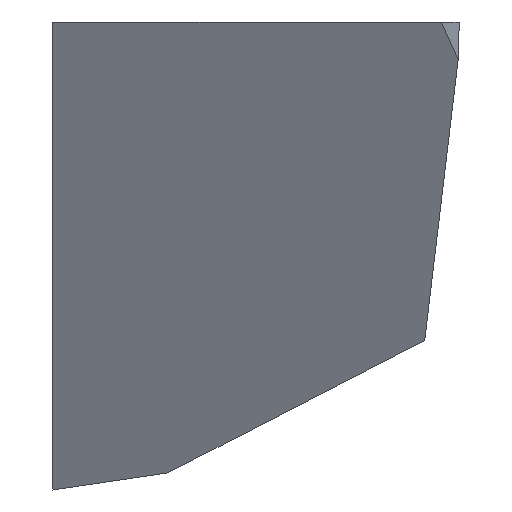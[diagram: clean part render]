
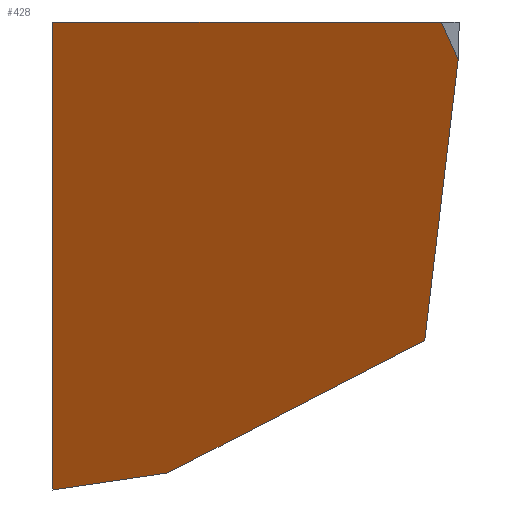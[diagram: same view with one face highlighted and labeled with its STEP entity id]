
A CAD part, left-side view. The second image highlights one B-rep face of the part: STEP entity #428.
In plain terms, the highlighted planar face has unit normal (-0.789, -0.315, -0.527).
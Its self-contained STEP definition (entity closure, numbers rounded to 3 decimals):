
#24 = VERTEX_POINT('',#25);
#25 = CARTESIAN_POINT('',(0.737,0.505,0.576)
  );
#32 = PLANE('',#33);
#33 = AXIS2_PLACEMENT_3D('',#34,#35,#36);
#34 = CARTESIAN_POINT('',(0.784,0.504,0.828)
  );
#35 = DIRECTION('',(-0.143,0.989,0.029));
#36 = DIRECTION('',(0.99,0.143,0.));
#44 = PLANE('',#45);
#45 = AXIS2_PLACEMENT_3D('',#46,#47,#48);
#46 = CARTESIAN_POINT('',(0.857,0.688,0.519)
  );
#47 = DIRECTION('',(-0.248,0.433,0.867));
#48 = DIRECTION('',(0.,0.894,-0.447));
#55 = EDGE_CURVE('',#24,#56,#58,.T.);
#56 = VERTEX_POINT('',#57);
#57 = CARTESIAN_POINT('',(0.505,0.46,0.95)
  );
#58 = SURFACE_CURVE('',#59,(#63,#70),.PCURVE_S1.);
#59 = LINE('',#60,#61);
#60 = CARTESIAN_POINT('',(0.737,0.505,0.576)
  );
#61 = VECTOR('',#62,1.);
#62 = DIRECTION('',(-0.524,-0.101,0.846));
#63 = PCURVE('',#32,#64);
#64 = DEFINITIONAL_REPRESENTATION('',(#65),#69);
#65 = LINE('',#66,#67);
#66 = CARTESIAN_POINT('',(-0.047,0.252));
#67 = VECTOR('',#68,1.);
#68 = DIRECTION('',(-0.533,-0.846));
#69 = ( GEOMETRIC_REPRESENTATION_CONTEXT(2) 
PARAMETRIC_REPRESENTATION_CONTEXT() REPRESENTATION_CONTEXT('2D SPACE',''
  ) );
#70 = PCURVE('',#71,#76);
#71 = PLANE('',#72);
#72 = AXIS2_PLACEMENT_3D('',#73,#74,#75);
#73 = CARTESIAN_POINT('',(0.528,0.769,0.731)
  );
#74 = DIRECTION('',(0.789,0.315,0.527));
#75 = DIRECTION('',(-0.555,0.,0.832));
#76 = DEFINITIONAL_REPRESENTATION('',(#77),#80);
#77 = B_SPLINE_CURVE_WITH_KNOTS('',1,(#78,#79),.UNSPECIFIED.,.F.,.F.,(2,
    2),(0.,0.442),.PIECEWISE_BEZIER_KNOTS.);
#78 = CARTESIAN_POINT('',(-0.245,0.278));
#79 = CARTESIAN_POINT('',(0.195,0.325));
#80 = ( GEOMETRIC_REPRESENTATION_CONTEXT(2) 
PARAMETRIC_REPRESENTATION_CONTEXT() REPRESENTATION_CONTEXT('2D SPACE',''
  ) );
#98 = PLANE('',#99);
#99 = AXIS2_PLACEMENT_3D('',#100,#101,#102);
#100 = CARTESIAN_POINT('',(0.491,0.468,0.982)
  );
#101 = DIRECTION('',(0.485,0.874,0.018));
#102 = DIRECTION('',(0.874,-0.485,0.));
#125 = PLANE('',#126);
#126 = AXIS2_PLACEMENT_3D('',#127,#128,#129);
#127 = CARTESIAN_POINT('',(0.663,0.77,1.));
#128 = DIRECTION('',(-0.,-0.,-1.));
#129 = DIRECTION('',(-1.,0.,0.));
#214 = VERTEX_POINT('',#215);
#215 = CARTESIAN_POINT('',(0.718,0.847,0.4)
  );
#229 = PLANE('',#230);
#230 = AXIS2_PLACEMENT_3D('',#231,#232,#233);
#231 = CARTESIAN_POINT('',(0.733,0.924,0.394));
#232 = DIRECTION('',(-0.151,0.1,0.983));
#233 = DIRECTION('',(0.988,0.,0.152));
#240 = EDGE_CURVE('',#214,#24,#241,.T.);
#241 = SURFACE_CURVE('',#242,(#246,#253),.PCURVE_S1.);
#242 = LINE('',#243,#244);
#243 = CARTESIAN_POINT('',(0.718,0.847,0.4)
  );
#244 = VECTOR('',#245,1.);
#245 = DIRECTION('',(0.049,-0.888,0.458)
  );
#246 = PCURVE('',#44,#247);
#247 = DEFINITIONAL_REPRESENTATION('',(#248),#252);
#248 = LINE('',#249,#250);
#249 = CARTESIAN_POINT('',(0.195,0.143));
#250 = VECTOR('',#251,1.);
#251 = DIRECTION('',(-0.999,-0.051));
#252 = ( GEOMETRIC_REPRESENTATION_CONTEXT(2) 
PARAMETRIC_REPRESENTATION_CONTEXT() REPRESENTATION_CONTEXT('2D SPACE',''
  ) );
#253 = PCURVE('',#71,#254);
#254 = DEFINITIONAL_REPRESENTATION('',(#255),#258);
#255 = B_SPLINE_CURVE_WITH_KNOTS('',1,(#256,#257),.UNSPECIFIED.,.F.,.F.,
  (2,2),(0.,0.385),.PIECEWISE_BEZIER_KNOTS.);
#256 = CARTESIAN_POINT('',(-0.381,-0.082));
#257 = CARTESIAN_POINT('',(-0.245,0.278));
#258 = ( GEOMETRIC_REPRESENTATION_CONTEXT(2) 
PARAMETRIC_REPRESENTATION_CONTEXT() REPRESENTATION_CONTEXT('2D SPACE',''
  ) );
#303 = PLANE('',#304);
#304 = AXIS2_PLACEMENT_3D('',#305,#306,#307);
#305 = CARTESIAN_POINT('',(0.685,1.,0.763));
#306 = DIRECTION('',(-0.,-1.,-0.));
#307 = DIRECTION('',(0.,0.,-1.));
#387 = VERTEX_POINT('',#388);
#388 = CARTESIAN_POINT('',(0.672,1.,0.377));
#408 = EDGE_CURVE('',#387,#214,#409,.T.);
#409 = SURFACE_CURVE('',#410,(#414,#421),.PCURVE_S1.);
#410 = LINE('',#411,#412);
#411 = CARTESIAN_POINT('',(0.672,1.,0.377));
#412 = VECTOR('',#413,1.);
#413 = DIRECTION('',(0.285,-0.948,0.141));
#414 = PCURVE('',#229,#415);
#415 = DEFINITIONAL_REPRESENTATION('',(#416),#420);
#416 = LINE('',#417,#418);
#417 = CARTESIAN_POINT('',(-0.063,0.076));
#418 = VECTOR('',#419,1.);
#419 = DIRECTION('',(0.303,-0.953));
#420 = ( GEOMETRIC_REPRESENTATION_CONTEXT(2) 
PARAMETRIC_REPRESENTATION_CONTEXT() REPRESENTATION_CONTEXT('2D SPACE',''
  ) );
#421 = PCURVE('',#71,#422);
#422 = DEFINITIONAL_REPRESENTATION('',(#423),#426);
#423 = B_SPLINE_CURVE_WITH_KNOTS('',1,(#424,#425),.UNSPECIFIED.,.F.,.F.,
  (2,2),(0.,0.161),.PIECEWISE_BEZIER_KNOTS.);
#424 = CARTESIAN_POINT('',(-0.374,-0.244));
#425 = CARTESIAN_POINT('',(-0.381,-0.082));
#426 = ( GEOMETRIC_REPRESENTATION_CONTEXT(2) 
PARAMETRIC_REPRESENTATION_CONTEXT() REPRESENTATION_CONTEXT('2D SPACE',''
  ) );
#428 = ADVANCED_FACE('',(#429),#71,.F.);
#429 = FACE_BOUND('',#430,.F.);
#430 = EDGE_LOOP('',(#431,#432,#433,#455,#477,#497));
#431 = ORIENTED_EDGE('',*,*,#240,.F.);
#432 = ORIENTED_EDGE('',*,*,#408,.F.);
#433 = ORIENTED_EDGE('',*,*,#434,.T.);
#434 = EDGE_CURVE('',#387,#435,#437,.T.);
#435 = VERTEX_POINT('',#436);
#436 = CARTESIAN_POINT('',(0.257,1.,1.));
#437 = SURFACE_CURVE('',#438,(#442,#449),.PCURVE_S1.);
#438 = LINE('',#439,#440);
#439 = CARTESIAN_POINT('',(0.672,1.,0.377));
#440 = VECTOR('',#441,1.);
#441 = DIRECTION('',(-0.555,0.,0.832));
#442 = PCURVE('',#71,#443);
#443 = DEFINITIONAL_REPRESENTATION('',(#444),#448);
#444 = LINE('',#445,#446);
#445 = CARTESIAN_POINT('',(-0.374,-0.244));
#446 = VECTOR('',#447,1.);
#447 = DIRECTION('',(1.,0.));
#448 = ( GEOMETRIC_REPRESENTATION_CONTEXT(2) 
PARAMETRIC_REPRESENTATION_CONTEXT() REPRESENTATION_CONTEXT('2D SPACE',''
  ) );
#449 = PCURVE('',#303,#450);
#450 = DEFINITIONAL_REPRESENTATION('',(#451),#454);
#451 = B_SPLINE_CURVE_WITH_KNOTS('',1,(#452,#453),.UNSPECIFIED.,.F.,.F.,
  (2,2),(0.,0.749),.PIECEWISE_BEZIER_KNOTS.);
#452 = CARTESIAN_POINT('',(0.386,-0.013));
#453 = CARTESIAN_POINT('',(-0.237,-0.429));
#454 = ( GEOMETRIC_REPRESENTATION_CONTEXT(2) 
PARAMETRIC_REPRESENTATION_CONTEXT() REPRESENTATION_CONTEXT('2D SPACE',''
  ) );
#455 = ORIENTED_EDGE('',*,*,#456,.T.);
#456 = EDGE_CURVE('',#435,#457,#459,.T.);
#457 = VERTEX_POINT('',#458);
#458 = CARTESIAN_POINT('',(0.463,0.483,1.));
#459 = SURFACE_CURVE('',#460,(#464,#471),.PCURVE_S1.);
#460 = LINE('',#461,#462);
#461 = CARTESIAN_POINT('',(0.257,1.,1.));
#462 = VECTOR('',#463,1.);
#463 = DIRECTION('',(0.371,-0.929,0.));
#464 = PCURVE('',#71,#465);
#465 = DEFINITIONAL_REPRESENTATION('',(#466),#470);
#466 = LINE('',#467,#468);
#467 = CARTESIAN_POINT('',(0.374,-0.244));
#468 = VECTOR('',#469,1.);
#469 = DIRECTION('',(-0.206,0.979));
#470 = ( GEOMETRIC_REPRESENTATION_CONTEXT(2) 
PARAMETRIC_REPRESENTATION_CONTEXT() REPRESENTATION_CONTEXT('2D SPACE',''
  ) );
#471 = PCURVE('',#125,#472);
#472 = DEFINITIONAL_REPRESENTATION('',(#473),#476);
#473 = B_SPLINE_CURVE_WITH_KNOTS('',1,(#474,#475),.UNSPECIFIED.,.F.,.F.,
  (2,2),(0.,0.557),.PIECEWISE_BEZIER_KNOTS.);
#474 = CARTESIAN_POINT('',(0.406,0.23));
#475 = CARTESIAN_POINT('',(0.2,-0.287));
#476 = ( GEOMETRIC_REPRESENTATION_CONTEXT(2) 
PARAMETRIC_REPRESENTATION_CONTEXT() REPRESENTATION_CONTEXT('2D SPACE',''
  ) );
#477 = ORIENTED_EDGE('',*,*,#478,.T.);
#478 = EDGE_CURVE('',#457,#56,#479,.T.);
#479 = SURFACE_CURVE('',#480,(#484,#491),.PCURVE_S1.);
#480 = LINE('',#481,#482);
#481 = CARTESIAN_POINT('',(0.463,0.483,1.));
#482 = VECTOR('',#483,1.);
#483 = DIRECTION('',(0.611,-0.324,-0.722));
#484 = PCURVE('',#71,#485);
#485 = DEFINITIONAL_REPRESENTATION('',(#486),#490);
#486 = LINE('',#487,#488);
#487 = CARTESIAN_POINT('',(0.26,0.301));
#488 = VECTOR('',#489,1.);
#489 = DIRECTION('',(-0.94,0.342));
#490 = ( GEOMETRIC_REPRESENTATION_CONTEXT(2) 
PARAMETRIC_REPRESENTATION_CONTEXT() REPRESENTATION_CONTEXT('2D SPACE',''
  ) );
#491 = PCURVE('',#98,#492);
#492 = DEFINITIONAL_REPRESENTATION('',(#493),#496);
#493 = B_SPLINE_CURVE_WITH_KNOTS('',1,(#494,#495),.UNSPECIFIED.,.F.,.F.,
  (2,2),(0.,0.069),.PIECEWISE_BEZIER_KNOTS.);
#494 = CARTESIAN_POINT('',(-0.031,-0.018));
#495 = CARTESIAN_POINT('',(0.016,0.032));
#496 = ( GEOMETRIC_REPRESENTATION_CONTEXT(2) 
PARAMETRIC_REPRESENTATION_CONTEXT() REPRESENTATION_CONTEXT('2D SPACE',''
  ) );
#497 = ORIENTED_EDGE('',*,*,#55,.F.);
